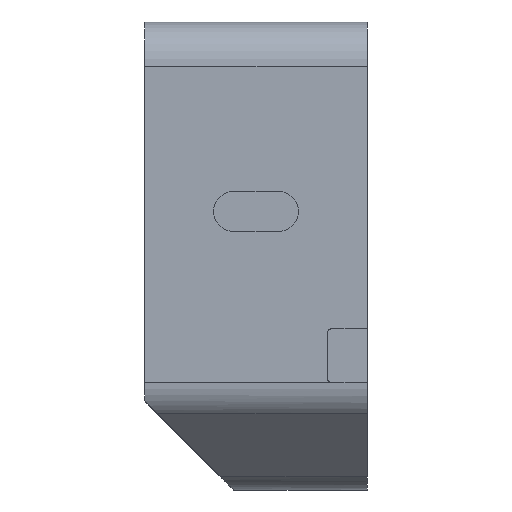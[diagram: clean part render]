
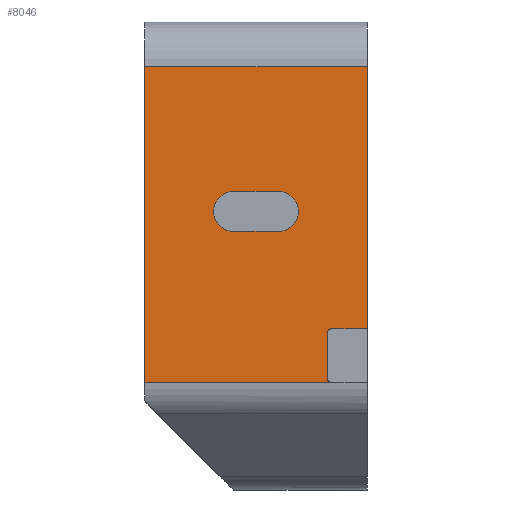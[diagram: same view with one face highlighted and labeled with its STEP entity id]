
A CAD part, left-side view. The second image highlights one B-rep face of the part: STEP entity #8046.
In plain terms, the highlighted planar face has unit normal (-1, 0, 0).
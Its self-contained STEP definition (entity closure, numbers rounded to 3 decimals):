
#94 = FACE_BOUND ( 'NONE', #3647, .T. ) ;
#108 = VECTOR ( 'NONE', #2414, 1000. ) ;
#166 = PLANE ( 'NONE',  #2281 ) ;
#301 = VERTEX_POINT ( 'NONE', #7690 ) ;
#316 = AXIS2_PLACEMENT_3D ( 'NONE', #8099, #7349, #3993 ) ;
#456 = LINE ( 'NONE', #3848, #1017 ) ;
#676 = FACE_OUTER_BOUND ( 'NONE', #4605, .T. ) ;
#715 = VERTEX_POINT ( 'NONE', #3069 ) ;
#759 = DIRECTION ( 'NONE',  ( 0., 1., 0. ) ) ;
#781 = DIRECTION ( 'NONE',  ( 0., 1., 0. ) ) ;
#886 = AXIS2_PLACEMENT_3D ( 'NONE', #6679, #5332, #1909 ) ;
#1017 = VECTOR ( 'NONE', #1826, 1000. ) ;
#1052 = ORIENTED_EDGE ( 'NONE', *, *, #5089, .T. ) ;
#1199 = ORIENTED_EDGE ( 'NONE', *, *, #3496, .F. ) ;
#1309 = CARTESIAN_POINT ( 'NONE',  ( -220., -16., -14.858 ) ) ;
#1321 = DIRECTION ( 'NONE',  ( -1., 0., 0. ) ) ;
#1408 = LINE ( 'NONE', #2126, #3243 ) ;
#1681 = CARTESIAN_POINT ( 'NONE',  ( -220., -5., 8. ) ) ;
#1779 = EDGE_CURVE ( 'NONE', #4178, #5204, #5394, .T. ) ;
#1826 = DIRECTION ( 'NONE',  ( 0., 0., -1. ) ) ;
#1838 = CIRCLE ( 'NONE', #2327, 1. ) ;
#1909 = DIRECTION ( 'NONE',  ( 0., 0., 1. ) ) ;
#1982 = DIRECTION ( 'NONE',  ( 0., 0., -1. ) ) ;
#2126 = CARTESIAN_POINT ( 'NONE',  ( -220., -25., -25.858 ) ) ;
#2199 = ORIENTED_EDGE ( 'NONE', *, *, #5118, .T. ) ;
#2240 = CARTESIAN_POINT ( 'NONE',  ( -220., 0., 0. ) ) ;
#2281 = AXIS2_PLACEMENT_3D ( 'NONE', #2240, #5632, #3516 ) ;
#2327 = AXIS2_PLACEMENT_3D ( 'NONE', #5461, #5518, #7549 ) ;
#2330 = VECTOR ( 'NONE', #781, 1000. ) ;
#2414 = DIRECTION ( 'NONE',  ( 0., 1., 0. ) ) ;
#2443 = CARTESIAN_POINT ( 'NONE',  ( -220., 5., 17. ) ) ;
#2509 = LINE ( 'NONE', #2518, #6327 ) ;
#2518 = CARTESIAN_POINT ( 'NONE',  ( -220., 25., 55. ) ) ;
#2745 = CARTESIAN_POINT ( 'NONE',  ( -220., 5., 8. ) ) ;
#2841 = ORIENTED_EDGE ( 'NONE', *, *, #8517, .F. ) ;
#3069 = CARTESIAN_POINT ( 'NONE',  ( -220., -25., 45. ) ) ;
#3124 = VERTEX_POINT ( 'NONE', #7873 ) ;
#3243 = VECTOR ( 'NONE', #3397, 1000. ) ;
#3397 = DIRECTION ( 'NONE',  ( 0., -1., 0. ) ) ;
#3496 = EDGE_CURVE ( 'NONE', #8452, #4178, #5937, .T. ) ;
#3516 = DIRECTION ( 'NONE',  ( 0., 0., 1. ) ) ;
#3540 = CARTESIAN_POINT ( 'NONE',  ( -220., 5., 17. ) ) ;
#3546 = VECTOR ( 'NONE', #1982, 1000. ) ;
#3645 = LINE ( 'NONE', #8815, #3546 ) ;
#3647 = EDGE_LOOP ( 'NONE', ( #5017, #1199, #8242, #8642 ) ) ;
#3657 = ORIENTED_EDGE ( 'NONE', *, *, #8187, .T. ) ;
#3749 = VERTEX_POINT ( 'NONE', #1681 ) ;
#3848 = CARTESIAN_POINT ( 'NONE',  ( -220., -16., -25.858 ) ) ;
#3982 = LINE ( 'NONE', #8537, #108 ) ;
#3983 = CARTESIAN_POINT ( 'NONE',  ( -220., -5., 12.5 ) ) ;
#3993 = DIRECTION ( 'NONE',  ( 0., 0., 1. ) ) ;
#4026 = CARTESIAN_POINT ( 'NONE',  ( -220., 5., 8. ) ) ;
#4126 = ORIENTED_EDGE ( 'NONE', *, *, #6617, .F. ) ;
#4178 = VERTEX_POINT ( 'NONE', #2443 ) ;
#4236 = CARTESIAN_POINT ( 'NONE',  ( -220., -16., -24.858 ) ) ;
#4355 = VECTOR ( 'NONE', #4795, 1000. ) ;
#4465 = EDGE_CURVE ( 'NONE', #5204, #3749, #7128, .T. ) ;
#4561 = VECTOR ( 'NONE', #759, 1000. ) ;
#4604 = EDGE_CURVE ( 'NONE', #5312, #301, #8183, .T. ) ;
#4605 = EDGE_LOOP ( 'NONE', ( #2841, #3657, #7746, #4126, #8106, #5298, #2199, #1052 ) ) ;
#4651 = DIRECTION ( 'NONE',  ( 0., 0., 1. ) ) ;
#4795 = DIRECTION ( 'NONE',  ( 0., -1., 0. ) ) ;
#5012 = CARTESIAN_POINT ( 'NONE',  ( -220., -25., -13.858 ) ) ;
#5015 = AXIS2_PLACEMENT_3D ( 'NONE', #3983, #1321, #6686 ) ;
#5017 = ORIENTED_EDGE ( 'NONE', *, *, #1779, .F. ) ;
#5089 = EDGE_CURVE ( 'NONE', #3124, #6252, #1838, .T. ) ;
#5118 = EDGE_CURVE ( 'NONE', #5972, #3124, #1408, .T. ) ;
#5204 = VERTEX_POINT ( 'NONE', #2745 ) ;
#5298 = ORIENTED_EDGE ( 'NONE', *, *, #8115, .F. ) ;
#5312 = VERTEX_POINT ( 'NONE', #5012 ) ;
#5332 = DIRECTION ( 'NONE',  ( 1., 0., 0. ) ) ;
#5394 = CIRCLE ( 'NONE', #316, 4.5 ) ;
#5461 = CARTESIAN_POINT ( 'NONE',  ( -220., -17., -24.858 ) ) ;
#5518 = DIRECTION ( 'NONE',  ( 1., 0., 0. ) ) ;
#5607 = CARTESIAN_POINT ( 'NONE',  ( -220., -25., -13.858 ) ) ;
#5632 = DIRECTION ( 'NONE',  ( -1., 0., 0. ) ) ;
#5807 = CIRCLE ( 'NONE', #886, 1. ) ;
#5937 = LINE ( 'NONE', #3540, #2330 ) ;
#5972 = VERTEX_POINT ( 'NONE', #8096 ) ;
#5973 = CARTESIAN_POINT ( 'NONE',  ( -220., 25., 45. ) ) ;
#6088 = CIRCLE ( 'NONE', #5015, 4.5 ) ;
#6252 = VERTEX_POINT ( 'NONE', #4236 ) ;
#6324 = CARTESIAN_POINT ( 'NONE',  ( -220., -5., 17. ) ) ;
#6327 = VECTOR ( 'NONE', #4651, 1000. ) ;
#6617 = EDGE_CURVE ( 'NONE', #715, #5312, #3645, .T. ) ;
#6624 = EDGE_CURVE ( 'NONE', #3749, #8452, #6088, .T. ) ;
#6679 = CARTESIAN_POINT ( 'NONE',  ( -220., -17., -14.858 ) ) ;
#6686 = DIRECTION ( 'NONE',  ( 0., 0., 1. ) ) ;
#7019 = EDGE_CURVE ( 'NONE', #715, #7676, #3982, .T. ) ;
#7128 = LINE ( 'NONE', #4026, #4355 ) ;
#7227 = VERTEX_POINT ( 'NONE', #1309 ) ;
#7349 = DIRECTION ( 'NONE',  ( -1., 0., 0. ) ) ;
#7549 = DIRECTION ( 'NONE',  ( 0., 0., 1. ) ) ;
#7676 = VERTEX_POINT ( 'NONE', #5973 ) ;
#7690 = CARTESIAN_POINT ( 'NONE',  ( -220., -17., -13.858 ) ) ;
#7746 = ORIENTED_EDGE ( 'NONE', *, *, #4604, .F. ) ;
#7873 = CARTESIAN_POINT ( 'NONE',  ( -220., -17., -25.858 ) ) ;
#8046 = ADVANCED_FACE ( 'NONE', ( #676, #94 ), #166, .T. ) ;
#8096 = CARTESIAN_POINT ( 'NONE',  ( -220., 25., -25.858 ) ) ;
#8099 = CARTESIAN_POINT ( 'NONE',  ( -220., 5., 12.5 ) ) ;
#8106 = ORIENTED_EDGE ( 'NONE', *, *, #7019, .T. ) ;
#8115 = EDGE_CURVE ( 'NONE', #5972, #7676, #2509, .T. ) ;
#8183 = LINE ( 'NONE', #5607, #4561 ) ;
#8187 = EDGE_CURVE ( 'NONE', #7227, #301, #5807, .T. ) ;
#8242 = ORIENTED_EDGE ( 'NONE', *, *, #6624, .F. ) ;
#8452 = VERTEX_POINT ( 'NONE', #6324 ) ;
#8517 = EDGE_CURVE ( 'NONE', #7227, #6252, #456, .T. ) ;
#8537 = CARTESIAN_POINT ( 'NONE',  ( -220., 0., 45. ) ) ;
#8642 = ORIENTED_EDGE ( 'NONE', *, *, #4465, .F. ) ;
#8815 = CARTESIAN_POINT ( 'NONE',  ( -220., -25., -50. ) ) ;
